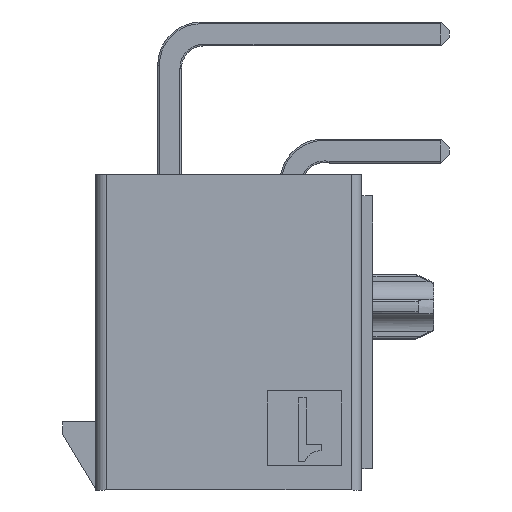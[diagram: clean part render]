
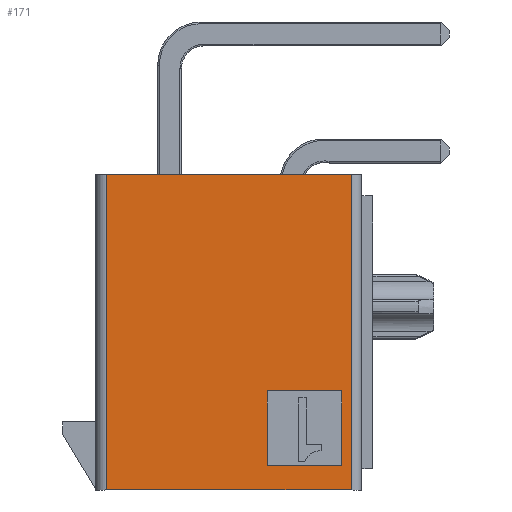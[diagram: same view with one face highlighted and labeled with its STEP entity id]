
A CAD part, left-side view. The second image highlights one B-rep face of the part: STEP entity #171.
In plain terms, the highlighted planar face has unit normal (-1, 0, 0).
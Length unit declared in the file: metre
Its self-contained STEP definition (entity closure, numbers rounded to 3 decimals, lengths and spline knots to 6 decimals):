
#171 = ADVANCED_FACE( '', ( #1040, #1041 ), #1042, .F. );
#1040 = FACE_OUTER_BOUND( '', #2531, .T. );
#1041 = FACE_BOUND( '', #2532, .T. );
#1042 = PLANE( '', #2533 );
#2531 = EDGE_LOOP( '', ( #4948, #4949, #4950, #4951 ) );
#2532 = EDGE_LOOP( '', ( #4952, #4953, #4954, #4955 ) );
#2533 = AXIS2_PLACEMENT_3D( '', #4956, #4957, #4958 );
#4948 = ORIENTED_EDGE( '', *, *, #10549, .F. );
#4949 = ORIENTED_EDGE( '', *, *, #10550, .F. );
#4950 = ORIENTED_EDGE( '', *, *, #9832, .F. );
#4951 = ORIENTED_EDGE( '', *, *, #10486, .F. );
#4952 = ORIENTED_EDGE( '', *, *, #10551, .F. );
#4953 = ORIENTED_EDGE( '', *, *, #10233, .F. );
#4954 = ORIENTED_EDGE( '', *, *, #10552, .F. );
#4955 = ORIENTED_EDGE( '', *, *, #10553, .F. );
#4956 = CARTESIAN_POINT( '', ( -0.051196, 0.003308, 0.015194 ) );
#4957 = DIRECTION( '', ( 1., 0., 0. ) );
#4958 = DIRECTION( '', ( 0., 1., 0. ) );
#9832 = EDGE_CURVE( '', #11737, #11739, #11740, .T. );
#10233 = EDGE_CURVE( '', #12521, #12517, #12523, .T. );
#10486 = EDGE_CURVE( '', #12992, #11737, #12994, .T. );
#10549 = EDGE_CURVE( '', #13103, #12992, #13104, .T. );
#10550 = EDGE_CURVE( '', #11739, #13103, #13105, .T. );
#10551 = EDGE_CURVE( '', #12517, #13106, #13107, .T. );
#10552 = EDGE_CURVE( '', #13108, #12521, #13109, .T. );
#10553 = EDGE_CURVE( '', #13106, #13108, #13110, .T. );
#11737 = VERTEX_POINT( '', #14863 );
#11739 = VERTEX_POINT( '', #14865 );
#11740 = LINE( '', #14866, #14867 );
#12517 = VERTEX_POINT( '', #16336 );
#12521 = VERTEX_POINT( '', #16342 );
#12523 = LINE( '', #16345, #16346 );
#12992 = VERTEX_POINT( '', #17205 );
#12994 = LINE( '', #17207, #17208 );
#13103 = VERTEX_POINT( '', #17406 );
#13104 = LINE( '', #17407, #17408 );
#13105 = LINE( '', #17409, #17410 );
#13106 = VERTEX_POINT( '', #17411 );
#13107 = LINE( '', #17412, #17413 );
#13108 = VERTEX_POINT( '', #17414 );
#13109 = LINE( '', #17415, #17416 );
#13110 = LINE( '', #17417, #17418 );
#14863 = CARTESIAN_POINT( '', ( -0.051196, 0.009568, 0.012823 ) );
#14865 = CARTESIAN_POINT( '', ( -0.051196, -0.001916, 0.012823 ) );
#14866 = CARTESIAN_POINT( '', ( -0.051196, 0.009568, 0.012823 ) );
#14867 = VECTOR( '', #20976, 1. );
#16336 = CARTESIAN_POINT( '', ( -0.051196, 0.002026, -0.000827 ) );
#16342 = CARTESIAN_POINT( '', ( -0.051196, 0.002026, 0.002673 ) );
#16345 = CARTESIAN_POINT( '', ( -0.051196, 0.002026, 0.002673 ) );
#16346 = VECTOR( '', #21427, 1. );
#17205 = CARTESIAN_POINT( '', ( -0.051196, 0.009568, -0.001977 ) );
#17207 = CARTESIAN_POINT( '', ( -0.051196, 0.009568, -0.001977 ) );
#17208 = VECTOR( '', #21688, 1. );
#17406 = CARTESIAN_POINT( '', ( -0.051196, -0.001916, -0.001977 ) );
#17407 = CARTESIAN_POINT( '', ( -0.051196, -0.001916, -0.001977 ) );
#17408 = VECTOR( '', #21764, 1. );
#17409 = CARTESIAN_POINT( '', ( -0.051196, -0.001916, 0.012823 ) );
#17410 = VECTOR( '', #21765, 1. );
#17411 = CARTESIAN_POINT( '', ( -0.051196, -0.001474, -0.000827 ) );
#17412 = CARTESIAN_POINT( '', ( -0.051196, 0.002026, -0.000827 ) );
#17413 = VECTOR( '', #21766, 1. );
#17414 = CARTESIAN_POINT( '', ( -0.051196, -0.001474, 0.002673 ) );
#17415 = CARTESIAN_POINT( '', ( -0.051196, -0.001474, 0.002673 ) );
#17416 = VECTOR( '', #21767, 1. );
#17417 = CARTESIAN_POINT( '', ( -0.051196, -0.001474, -0.000827 ) );
#17418 = VECTOR( '', #21768, 1. );
#20976 = DIRECTION( '', ( 0., -1., 0. ) );
#21427 = DIRECTION( '', ( 0., 0., -1. ) );
#21688 = DIRECTION( '', ( 0., 0., 1. ) );
#21764 = DIRECTION( '', ( 0., 1., 0. ) );
#21765 = DIRECTION( '', ( 0., 0., -1. ) );
#21766 = DIRECTION( '', ( 0., -1., 0. ) );
#21767 = DIRECTION( '', ( 0., 1., 0. ) );
#21768 = DIRECTION( '', ( 0., 0., 1. ) );
